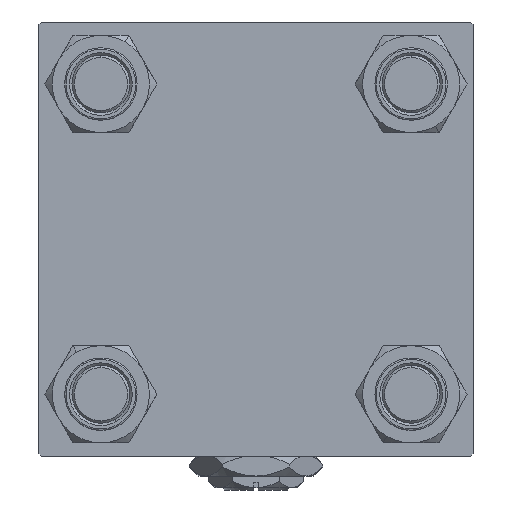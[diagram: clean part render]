
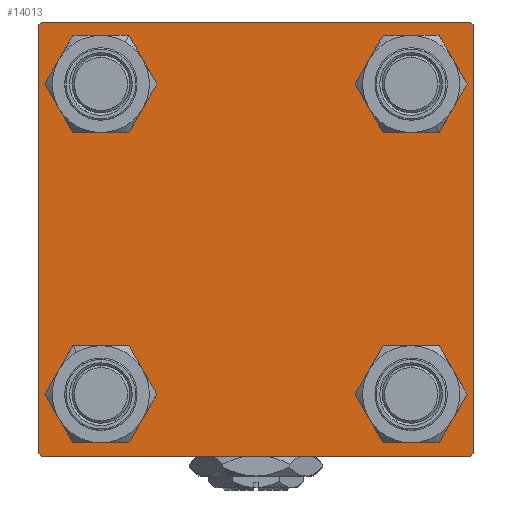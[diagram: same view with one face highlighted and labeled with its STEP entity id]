
A CAD part, left-side view. The second image highlights one B-rep face of the part: STEP entity #14013.
In plain terms, the highlighted planar face has unit normal (-1, 0, 0).
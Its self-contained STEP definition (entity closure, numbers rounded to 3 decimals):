
#1104 = VERTEX_POINT ( 'NONE', #18290 ) ;
#1718 = DIRECTION ( 'NONE',  ( 0., -0.707, -0.707 ) ) ;
#2593 = AXIS2_PLACEMENT_3D ( 'NONE', #5843, #41115, #13471 ) ;
#3898 = DIRECTION ( 'NONE',  ( 0., -0.707, 0.707 ) ) ;
#4238 = EDGE_CURVE ( 'NONE', #16463, #18150, #29499, .T. ) ;
#4312 = VERTEX_POINT ( 'NONE', #15031 ) ;
#4954 = EDGE_CURVE ( 'NONE', #1104, #49940, #39113, .T. ) ;
#5024 = VERTEX_POINT ( 'NONE', #43076 ) ;
#5269 = CARTESIAN_POINT ( 'NONE',  ( 0., -32.15, -32.15 ) ) ;
#5555 = ORIENTED_EDGE ( 'NONE', *, *, #21260, .T. ) ;
#5677 = LINE ( 'NONE', #50142, #44345 ) ;
#5843 = CARTESIAN_POINT ( 'NONE',  ( 0., -32.15, 32.15 ) ) ;
#5990 = CARTESIAN_POINT ( 'NONE',  ( 0., -32.15, -38.65 ) ) ;
#6337 = FACE_BOUND ( 'NONE', #15538, .T. ) ;
#6925 = DIRECTION ( 'NONE',  ( 0., 0., -1. ) ) ;
#7051 = DIRECTION ( 'NONE',  ( 1., 0., 0. ) ) ;
#7518 = ORIENTED_EDGE ( 'NONE', *, *, #40242, .T. ) ;
#7630 = LINE ( 'NONE', #51815, #50947 ) ;
#8092 = EDGE_CURVE ( 'NONE', #26983, #51477, #29718, .T. ) ;
#9508 = FACE_BOUND ( 'NONE', #16764, .T. ) ;
#9668 = EDGE_CURVE ( 'NONE', #28557, #5024, #49400, .T. ) ;
#9729 = ORIENTED_EDGE ( 'NONE', *, *, #4238, .T. ) ;
#10308 = EDGE_CURVE ( 'NONE', #39787, #29934, #30645, .T. ) ;
#10489 = ORIENTED_EDGE ( 'NONE', *, *, #20605, .T. ) ;
#11595 = DIRECTION ( 'NONE',  ( 1., 0., 0. ) ) ;
#11602 = CIRCLE ( 'NONE', #18318, 6.5 ) ;
#12283 = DIRECTION ( 'NONE',  ( 1., 0., 0. ) ) ;
#12415 = AXIS2_PLACEMENT_3D ( 'NONE', #51002, #7051, #27843 ) ;
#13350 = CARTESIAN_POINT ( 'NONE',  ( 0., 45., 45. ) ) ;
#13471 = DIRECTION ( 'NONE',  ( 0., 0., 1. ) ) ;
#13741 = AXIS2_PLACEMENT_3D ( 'NONE', #19928, #12283, #52036 ) ;
#13859 = CARTESIAN_POINT ( 'NONE',  ( 0., 45., 45. ) ) ;
#13966 = ORIENTED_EDGE ( 'NONE', *, *, #22206, .T. ) ;
#13969 = FACE_BOUND ( 'NONE', #23129, .T. ) ;
#14013 = ADVANCED_FACE ( 'NONE', ( #9508, #6337, #13969, #26088, #29514 ), #45560, .T. ) ;
#14986 = ORIENTED_EDGE ( 'NONE', *, *, #37351, .T. ) ;
#15031 = CARTESIAN_POINT ( 'NONE',  ( 0., 32.15, -38.65 ) ) ;
#15244 = LINE ( 'NONE', #27614, #28552 ) ;
#15538 = EDGE_LOOP ( 'NONE', ( #35129, #19010 ) ) ;
#15830 = DIRECTION ( 'NONE',  ( 1., 0., 0. ) ) ;
#16463 = VERTEX_POINT ( 'NONE', #41114 ) ;
#16764 = EDGE_LOOP ( 'NONE', ( #7518, #9729 ) ) ;
#17256 = CARTESIAN_POINT ( 'NONE',  ( 0., -44.75, 44.75 ) ) ;
#17678 = AXIS2_PLACEMENT_3D ( 'NONE', #47607, #18926, #47349 ) ;
#17895 = EDGE_CURVE ( 'NONE', #51438, #46056, #47186, .T. ) ;
#18079 = DIRECTION ( 'NONE',  ( 0., -1., 0. ) ) ;
#18150 = VERTEX_POINT ( 'NONE', #48728 ) ;
#18178 = CARTESIAN_POINT ( 'NONE',  ( 0., 0., 0. ) ) ;
#18286 = VECTOR ( 'NONE', #21458, 1000. ) ;
#18290 = CARTESIAN_POINT ( 'NONE',  ( 0., 45., 44.5 ) ) ;
#18318 = AXIS2_PLACEMENT_3D ( 'NONE', #47903, #11595, #51845 ) ;
#18926 = DIRECTION ( 'NONE',  ( 1., 0., 0. ) ) ;
#19010 = ORIENTED_EDGE ( 'NONE', *, *, #10308, .T. ) ;
#19183 = CARTESIAN_POINT ( 'NONE',  ( 0., -45., -44.5 ) ) ;
#19611 = EDGE_LOOP ( 'NONE', ( #50678, #10489, #14986, #21644, #39193, #35298, #41356, #51251 ) ) ;
#19928 = CARTESIAN_POINT ( 'NONE',  ( 0., 32.15, 32.15 ) ) ;
#20209 = LINE ( 'NONE', #23379, #50339 ) ;
#20605 = EDGE_CURVE ( 'NONE', #49940, #40251, #5677, .T. ) ;
#21188 = VERTEX_POINT ( 'NONE', #39682 ) ;
#21260 = EDGE_CURVE ( 'NONE', #21188, #4312, #43500, .T. ) ;
#21306 = DIRECTION ( 'NONE',  ( 0., 0., 1. ) ) ;
#21458 = DIRECTION ( 'NONE',  ( 0., 0.707, 0.707 ) ) ;
#21644 = ORIENTED_EDGE ( 'NONE', *, *, #47784, .T. ) ;
#21963 = CARTESIAN_POINT ( 'NONE',  ( 0., -32.15, -25.65 ) ) ;
#22126 = DIRECTION ( 'NONE',  ( -1., 0., 0. ) ) ;
#22206 = EDGE_CURVE ( 'NONE', #51477, #26983, #11602, .T. ) ;
#22828 = AXIS2_PLACEMENT_3D ( 'NONE', #44494, #15830, #40030 ) ;
#23129 = EDGE_LOOP ( 'NONE', ( #5555, #31650 ) ) ;
#23379 = CARTESIAN_POINT ( 'NONE',  ( 0., -44.75, -44.75 ) ) ;
#23402 = DIRECTION ( 'NONE',  ( 0., -1., 0. ) ) ;
#23977 = DIRECTION ( 'NONE',  ( 1., 0., 0. ) ) ;
#25225 = EDGE_LOOP ( 'NONE', ( #45236, #13966 ) ) ;
#25938 = CARTESIAN_POINT ( 'NONE',  ( 0., 45., -44.5 ) ) ;
#26088 = FACE_BOUND ( 'NONE', #25225, .T. ) ;
#26983 = VERTEX_POINT ( 'NONE', #48361 ) ;
#27544 = VECTOR ( 'NONE', #6925, 1000. ) ;
#27614 = CARTESIAN_POINT ( 'NONE',  ( 0., 44.75, 44.75 ) ) ;
#27789 = EDGE_CURVE ( 'NONE', #29934, #39787, #40367, .T. ) ;
#27843 = DIRECTION ( 'NONE',  ( 0., 0., 1. ) ) ;
#28198 = CARTESIAN_POINT ( 'NONE',  ( 0., -32.15, 32.15 ) ) ;
#28552 = VECTOR ( 'NONE', #48363, 1000. ) ;
#28557 = VERTEX_POINT ( 'NONE', #41828 ) ;
#28896 = CARTESIAN_POINT ( 'NONE',  ( 0., -45., 44.5 ) ) ;
#29499 = CIRCLE ( 'NONE', #2593, 6.5 ) ;
#29514 = FACE_OUTER_BOUND ( 'NONE', #19611, .T. ) ;
#29718 = CIRCLE ( 'NONE', #13741, 6.5 ) ;
#29934 = VERTEX_POINT ( 'NONE', #21963 ) ;
#30562 = EDGE_CURVE ( 'NONE', #4312, #21188, #51416, .T. ) ;
#30645 = CIRCLE ( 'NONE', #41548, 6.5 ) ;
#31650 = ORIENTED_EDGE ( 'NONE', *, *, #30562, .T. ) ;
#31722 = AXIS2_PLACEMENT_3D ( 'NONE', #28198, #23977, #51372 ) ;
#31825 = CARTESIAN_POINT ( 'NONE',  ( 0., 32.15, 25.65 ) ) ;
#33689 = VECTOR ( 'NONE', #34107, 1000. ) ;
#34107 = DIRECTION ( 'NONE',  ( 0., 0., -1. ) ) ;
#35129 = ORIENTED_EDGE ( 'NONE', *, *, #27789, .T. ) ;
#35298 = ORIENTED_EDGE ( 'NONE', *, *, #44981, .T. ) ;
#37351 = EDGE_CURVE ( 'NONE', #40251, #42601, #7630, .T. ) ;
#38047 = LINE ( 'NONE', #17256, #18286 ) ;
#38179 = DIRECTION ( 'NONE',  ( 0., 0., 1. ) ) ;
#39026 = VECTOR ( 'NONE', #18079, 1000. ) ;
#39113 = LINE ( 'NONE', #13859, #33689 ) ;
#39193 = ORIENTED_EDGE ( 'NONE', *, *, #17895, .F. ) ;
#39682 = CARTESIAN_POINT ( 'NONE',  ( 0., 32.15, -25.65 ) ) ;
#39785 = CARTESIAN_POINT ( 'NONE',  ( 0., 44.5, -45. ) ) ;
#39787 = VERTEX_POINT ( 'NONE', #5990 ) ;
#40030 = DIRECTION ( 'NONE',  ( 0., 0., 1. ) ) ;
#40242 = EDGE_CURVE ( 'NONE', #18150, #16463, #43518, .T. ) ;
#40251 = VERTEX_POINT ( 'NONE', #39785 ) ;
#40367 = CIRCLE ( 'NONE', #17678, 6.5 ) ;
#40541 = DIRECTION ( 'NONE',  ( 1., 0., 0. ) ) ;
#41114 = CARTESIAN_POINT ( 'NONE',  ( 0., -32.15, 25.65 ) ) ;
#41115 = DIRECTION ( 'NONE',  ( 1., 0., 0. ) ) ;
#41356 = ORIENTED_EDGE ( 'NONE', *, *, #9668, .F. ) ;
#41548 = AXIS2_PLACEMENT_3D ( 'NONE', #5269, #40541, #21306 ) ;
#41828 = CARTESIAN_POINT ( 'NONE',  ( 0., 44.5, 45. ) ) ;
#42601 = VERTEX_POINT ( 'NONE', #45264 ) ;
#43076 = CARTESIAN_POINT ( 'NONE',  ( 0., -44.5, 45. ) ) ;
#43500 = CIRCLE ( 'NONE', #12415, 6.5 ) ;
#43518 = CIRCLE ( 'NONE', #31722, 6.5 ) ;
#44345 = VECTOR ( 'NONE', #1718, 1000. ) ;
#44494 = CARTESIAN_POINT ( 'NONE',  ( 0., 32.15, -32.15 ) ) ;
#44981 = EDGE_CURVE ( 'NONE', #51438, #5024, #38047, .T. ) ;
#45236 = ORIENTED_EDGE ( 'NONE', *, *, #8092, .T. ) ;
#45264 = CARTESIAN_POINT ( 'NONE',  ( 0., -44.5, -45. ) ) ;
#45560 = PLANE ( 'NONE',  #49235 ) ;
#46056 = VERTEX_POINT ( 'NONE', #19183 ) ;
#46916 = CARTESIAN_POINT ( 'NONE',  ( 0., -45., 45. ) ) ;
#47186 = LINE ( 'NONE', #46916, #27544 ) ;
#47349 = DIRECTION ( 'NONE',  ( 0., 0., 1. ) ) ;
#47607 = CARTESIAN_POINT ( 'NONE',  ( 0., -32.15, -32.15 ) ) ;
#47784 = EDGE_CURVE ( 'NONE', #42601, #46056, #20209, .T. ) ;
#47903 = CARTESIAN_POINT ( 'NONE',  ( 0., 32.15, 32.15 ) ) ;
#48361 = CARTESIAN_POINT ( 'NONE',  ( 0., 32.15, 38.65 ) ) ;
#48363 = DIRECTION ( 'NONE',  ( 0., 0.707, -0.707 ) ) ;
#48596 = EDGE_CURVE ( 'NONE', #28557, #1104, #15244, .T. ) ;
#48728 = CARTESIAN_POINT ( 'NONE',  ( 0., -32.15, 38.65 ) ) ;
#49235 = AXIS2_PLACEMENT_3D ( 'NONE', #18178, #22126, #38179 ) ;
#49400 = LINE ( 'NONE', #13350, #39026 ) ;
#49940 = VERTEX_POINT ( 'NONE', #25938 ) ;
#50142 = CARTESIAN_POINT ( 'NONE',  ( 0., 44.75, -44.75 ) ) ;
#50339 = VECTOR ( 'NONE', #3898, 1000. ) ;
#50678 = ORIENTED_EDGE ( 'NONE', *, *, #4954, .T. ) ;
#50947 = VECTOR ( 'NONE', #23402, 1000. ) ;
#51002 = CARTESIAN_POINT ( 'NONE',  ( 0., 32.15, -32.15 ) ) ;
#51251 = ORIENTED_EDGE ( 'NONE', *, *, #48596, .T. ) ;
#51372 = DIRECTION ( 'NONE',  ( 0., 0., 1. ) ) ;
#51416 = CIRCLE ( 'NONE', #22828, 6.5 ) ;
#51438 = VERTEX_POINT ( 'NONE', #28896 ) ;
#51477 = VERTEX_POINT ( 'NONE', #31825 ) ;
#51815 = CARTESIAN_POINT ( 'NONE',  ( 0., 45., -45. ) ) ;
#51845 = DIRECTION ( 'NONE',  ( 0., 0., 1. ) ) ;
#52036 = DIRECTION ( 'NONE',  ( 0., 0., 1. ) ) ;
